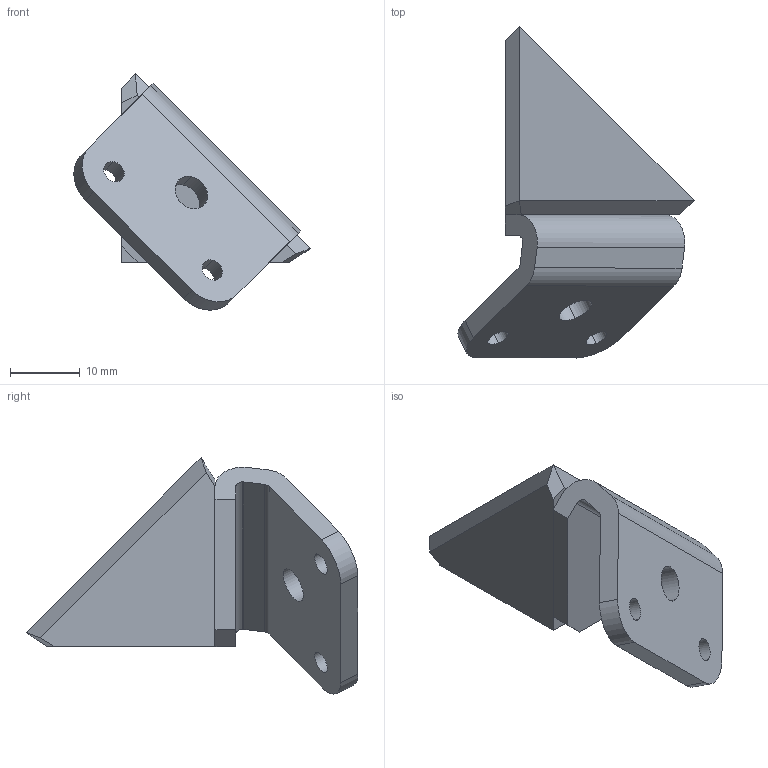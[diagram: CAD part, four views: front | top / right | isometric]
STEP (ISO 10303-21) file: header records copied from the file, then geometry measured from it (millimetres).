
FILE_DESCRIPTION (( 'STEP AP214' ), '1' );
FILE_NAME ('FMWRL0140_3D.step', '2023-10-23T16:47:32', ( '' ), ( '' ), 'SwSTEP 2.0', 'SolidWorks 2022', '' );
FILE_SCHEMA (( 'AUTOMOTIVE_DESIGN' ));
Length unit declared in the file: inch
Products named in the file (3): 35.6 Ö§¼Ü^FMWRL0140; FMWRL0140_3D; 35.6^FMWRL0140
Assembly tree (2 placements, depth 2):
  FMWRL0140_3D
    35.6^FMWRL0140
    35.6 Ö§¼Ü^FMWRL0140
Bounding box: 34.01 x 47.75 x 34.01 mm (x, y, z)
Volume: 5203.4 mm3; surface area: 4920.7 mm2
Topology: 2 solids, 2 shells, 37 faces, 93 edges, 60 vertices
Faces by surface type: plane 24, cylinder 13
Entity records: 1241 total; most frequent: DIRECTION 203, CARTESIAN_POINT 195, ORIENTED_EDGE 186, EDGE_CURVE 93, AXIS2_PLACEMENT_3D 68, VECTOR 67, LINE 67, VERTEX_POINT 60
